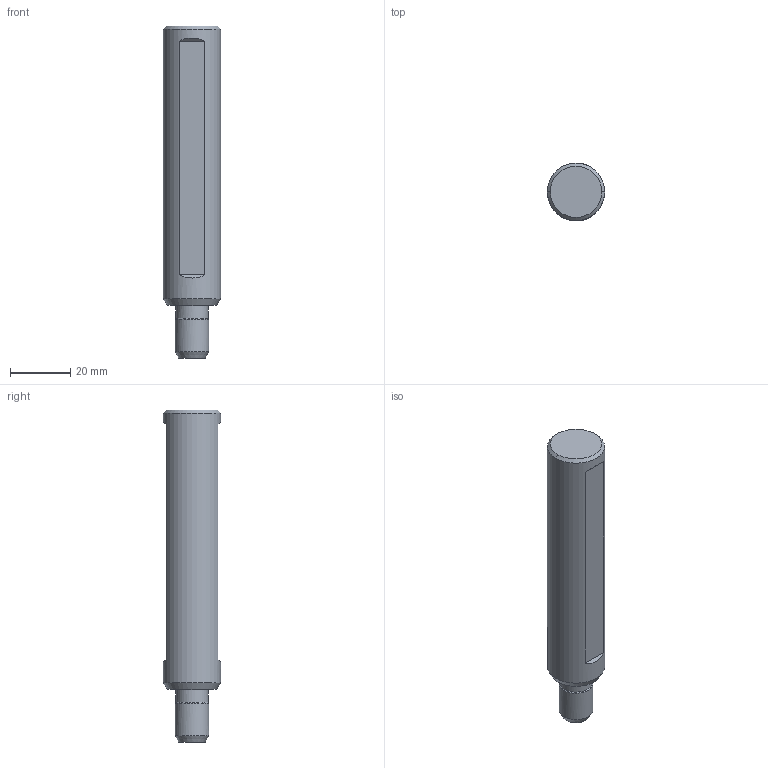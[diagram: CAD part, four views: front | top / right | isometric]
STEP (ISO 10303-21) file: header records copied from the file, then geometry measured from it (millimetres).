
FILE_DESCRIPTION(/* description */ (''),/* implementation_level */ '2;1');
FILE_NAME(/* name */ '1646639352657.stp',/* time_stamp */ '2022-03-07T13:19:36+06:00',/* author */ (''),/* organization */ ('SMS'),/* preprocessor_version */ 'ST-DEVELOPER v16.7',/* originating_system */ 'SIEMENS PLM Software NX 12.0',/* authorisation */ '');
FILE_SCHEMA (('AUTOMOTIVE_DESIGN { 1 0 10303 214 3 1 1 1 }'));
Length unit declared in the file: millimetre
Products named in the file (1): 202195729mod000_00
Bounding box: 19.04 x 19.04 x 110 mm (x, y, z)
Volume: 25785.6 mm3; surface area: 7217.3 mm2
Topology: 1 solids, 1 shells, 21 faces, 47 edges, 34 vertices
Faces by surface type: plane 9, cone 6, cylinder 4, torus 2
Full cylindrical faces by diameter (mm): 7.021 x1, 10.7 x1, 11.23 x1, 19.037 x1
Entity records: 645 total; most frequent: CARTESIAN_POINT 115, DIRECTION 108, ORIENTED_EDGE 82, AXIS2_PLACEMENT_3D 46, EDGE_CURVE 41, VERTEX_POINT 34, EDGE_LOOP 32, FACE_BOUND 22
